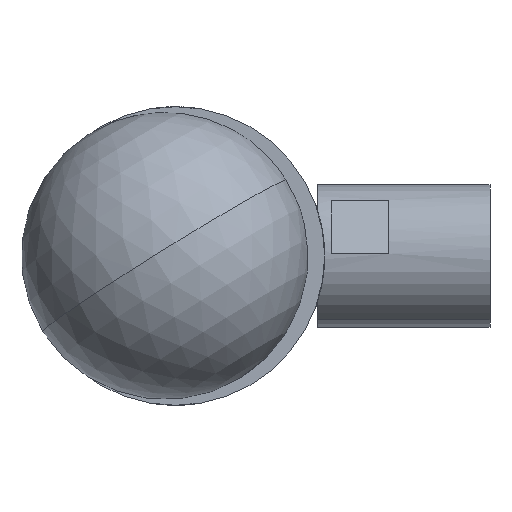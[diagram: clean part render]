
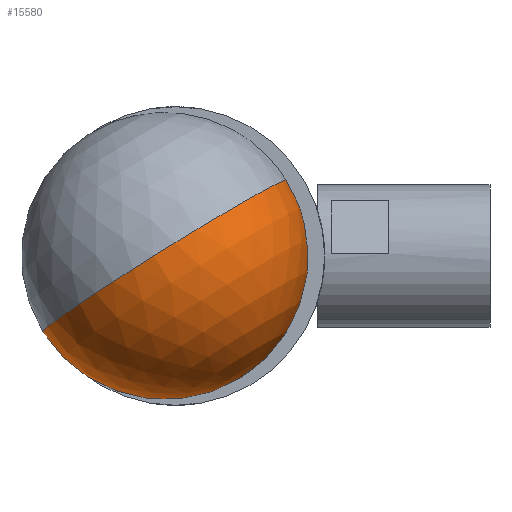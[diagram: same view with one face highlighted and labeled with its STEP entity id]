
A CAD part, front view. The second image highlights one B-rep face of the part: STEP entity #15580.
In plain terms, the highlighted spherical face has radius 15.875 mm.
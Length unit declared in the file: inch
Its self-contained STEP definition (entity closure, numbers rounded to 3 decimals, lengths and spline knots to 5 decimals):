
#516 = CIRCLE ( 'NONE', #21965, 0.625 ) ;
#562 = DIRECTION ( 'NONE',  ( 0.527, -0.04, -0.849 ) ) ;
#905 = SPHERICAL_SURFACE ( 'NONE', #18798, 0.625 ) ;
#1794 = CARTESIAN_POINT ( 'NONE',  ( 0.20878, -3.11198, 0.13219 ) ) ;
#3777 = ORIENTED_EDGE ( 'NONE', *, *, #8366, .T. ) ;
#5359 = AXIS2_PLACEMENT_3D ( 'NONE', #7735, #18697, #10531 ) ;
#7735 = CARTESIAN_POINT ( 'NONE',  ( -0.04665, -3.66688, 0. ) ) ;
#8337 = EDGE_LOOP ( 'NONE', ( #8556, #34533, #3777, #24583 ) ) ;
#8366 = EDGE_CURVE ( 'NONE', #11867, #17845, #21586, .T. ) ;
#8556 = ORIENTED_EDGE ( 'NONE', *, *, #11746, .F. ) ;
#10531 = DIRECTION ( 'NONE',  ( 0.849, 0., 0.528 ) ) ;
#11179 = DIRECTION ( 'NONE',  ( 0.527, -0.04, -0.849 ) ) ;
#11746 = EDGE_CURVE ( 'NONE', #17544, #26201, #22302, .T. ) ;
#11844 = DIRECTION ( 'NONE',  ( -0.077, -0.997, 0. ) ) ;
#11867 = VERTEX_POINT ( 'NONE', #22202 ) ;
#15580 = ADVANCED_FACE ( 'NONE', ( #27395 ), #905, .T. ) ;
#16190 = CARTESIAN_POINT ( 'NONE',  ( -0.00279, -3.09574, 0. ) ) ;
#16745 = CARTESIAN_POINT ( 'NONE',  ( 0.12902, -3.10586, -0.21219 ) ) ;
#17544 = VERTEX_POINT ( 'NONE', #22812 ) ;
#17845 = VERTEX_POINT ( 'NONE', #16745 ) ;
#18062 = DIRECTION ( 'NONE',  ( -0.849, 0., -0.528 ) ) ;
#18697 = DIRECTION ( 'NONE',  ( -0.527, 0.04, 0.849 ) ) ;
#18798 = AXIS2_PLACEMENT_3D ( 'NONE', #30430, #562, #32421 ) ;
#21586 = CIRCLE ( 'NONE', #25549, 0.25 ) ;
#21589 = EDGE_CURVE ( 'NONE', #17845, #26201, #24221, .T. ) ;
#21632 = EDGE_CURVE ( 'NONE', #17544, #11867, #516, .T. ) ;
#21965 = AXIS2_PLACEMENT_3D ( 'NONE', #26537, #31727, #18062 ) ;
#22202 = CARTESIAN_POINT ( 'NONE',  ( -0.21436, -3.07949, -0.13219 ) ) ;
#22302 = CIRCLE ( 'NONE', #5359, 0.625 ) ;
#22812 = CARTESIAN_POINT ( 'NONE',  ( -0.09451, -4.29004, 0. ) ) ;
#24221 = CIRCLE ( 'NONE', #31027, 0.25 ) ;
#24583 = ORIENTED_EDGE ( 'NONE', *, *, #21589, .T. ) ;
#25549 = AXIS2_PLACEMENT_3D ( 'NONE', #16190, #26611, #11179 ) ;
#26201 = VERTEX_POINT ( 'NONE', #1794 ) ;
#26537 = CARTESIAN_POINT ( 'NONE',  ( -0.04665, -3.66688, 0. ) ) ;
#26611 = DIRECTION ( 'NONE',  ( -0.077, -0.997, 0. ) ) ;
#27395 = FACE_OUTER_BOUND ( 'NONE', #8337, .T. ) ;
#27937 = CARTESIAN_POINT ( 'NONE',  ( -0.00279, -3.09574, 0. ) ) ;
#29375 = DIRECTION ( 'NONE',  ( 0.527, -0.04, -0.849 ) ) ;
#30430 = CARTESIAN_POINT ( 'NONE',  ( -0.04665, -3.66688, 0. ) ) ;
#31027 = AXIS2_PLACEMENT_3D ( 'NONE', #27937, #11844, #29375 ) ;
#31727 = DIRECTION ( 'NONE',  ( 0.527, -0.04, -0.849 ) ) ;
#32421 = DIRECTION ( 'NONE',  ( 0.846, -0.065, 0.529 ) ) ;
#34533 = ORIENTED_EDGE ( 'NONE', *, *, #21632, .T. ) ;
